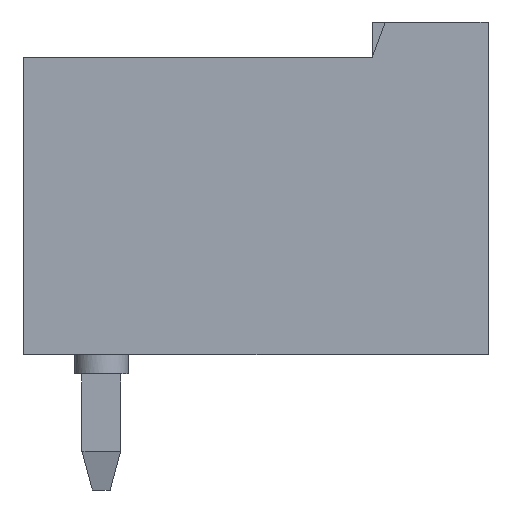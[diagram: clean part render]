
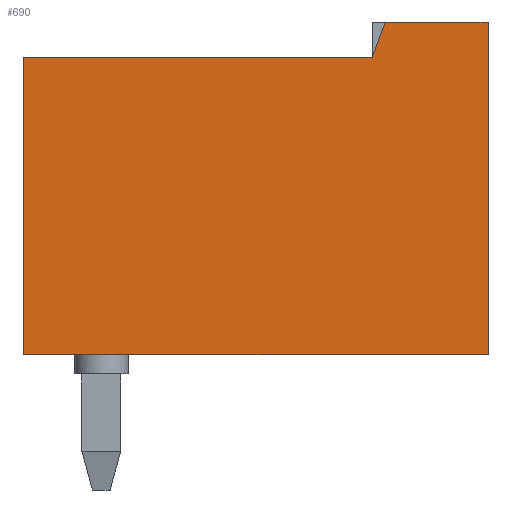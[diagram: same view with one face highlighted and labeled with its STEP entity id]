
A CAD part, left-side view. The second image highlights one B-rep face of the part: STEP entity #690.
In plain terms, the highlighted planar face has unit normal (-1, 0, 0).
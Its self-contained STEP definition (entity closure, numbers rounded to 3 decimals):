
#635=CARTESIAN_POINT('',(-25.375,2.6,9.03));
#636=DIRECTION('',(-1.0,0.0,0.0));
#637=DIRECTION('',(0.0,-1.0,0.0));
#638=AXIS2_PLACEMENT_3D('',#635,#636,#637);
#639=PLANE('',#638);
#640=CARTESIAN_POINT('',(-25.375,-10.,8.6));
#641=VERTEX_POINT('',#640);
#642=CARTESIAN_POINT('',(-25.375,-10.0,0.));
#643=VERTEX_POINT('',#642);
#644=CARTESIAN_POINT('',(-25.375,-10.,8.6));
#645=DIRECTION('',(0.0,0.0,-1.0));
#646=VECTOR('',#645,8.6);
#647=LINE('',#644,#646);
#648=EDGE_CURVE('',#641,#643,#647,.T.);
#649=ORIENTED_EDGE('',*,*,#648,.F.);
#650=CARTESIAN_POINT('',(-25.375,-7.338,8.6));
#651=VERTEX_POINT('',#650);
#652=CARTESIAN_POINT('',(-25.375,-10.,8.6));
#653=DIRECTION('',(0.0,1.0,0.0));
#654=VECTOR('',#653,2.662);
#655=LINE('',#652,#654);
#656=EDGE_CURVE('',#641,#651,#655,.T.);
#657=ORIENTED_EDGE('',*,*,#656,.T.);
#658=CARTESIAN_POINT('',(-25.375,-7.,7.67));
#659=VERTEX_POINT('',#658);
#660=CARTESIAN_POINT('',(-25.375,-7.,7.67));
#661=DIRECTION('',(0.0,-0.342,0.94));
#662=VECTOR('',#661,0.99);
#663=LINE('',#660,#662);
#664=EDGE_CURVE('',#659,#651,#663,.T.);
#665=ORIENTED_EDGE('',*,*,#664,.F.);
#666=CARTESIAN_POINT('',(-25.375,2.,7.67));
#667=VERTEX_POINT('',#666);
#668=CARTESIAN_POINT('',(-25.375,2.,7.67));
#669=DIRECTION('',(0.0,-1.0,0.0));
#670=VECTOR('',#669,9.);
#671=LINE('',#668,#670);
#672=EDGE_CURVE('',#667,#659,#671,.T.);
#673=ORIENTED_EDGE('',*,*,#672,.F.);
#674=CARTESIAN_POINT('',(-25.375,2.,0.));
#675=VERTEX_POINT('',#674);
#676=CARTESIAN_POINT('',(-25.375,2.,7.67));
#677=DIRECTION('',(0.0,0.0,-1.0));
#678=VECTOR('',#677,7.67);
#679=LINE('',#676,#678);
#680=EDGE_CURVE('',#667,#675,#679,.T.);
#681=ORIENTED_EDGE('',*,*,#680,.T.);
#682=CARTESIAN_POINT('',(-25.375,2.,0.));
#683=DIRECTION('',(0.0,-1.0,0.0));
#684=VECTOR('',#683,12.);
#685=LINE('',#682,#684);
#686=EDGE_CURVE('',#675,#643,#685,.T.);
#687=ORIENTED_EDGE('',*,*,#686,.T.);
#688=EDGE_LOOP('',(#649,#657,#665,#673,#681,#687));
#689=FACE_OUTER_BOUND('',#688,.T.);
#690=ADVANCED_FACE('',(#689),#639,.T.);
